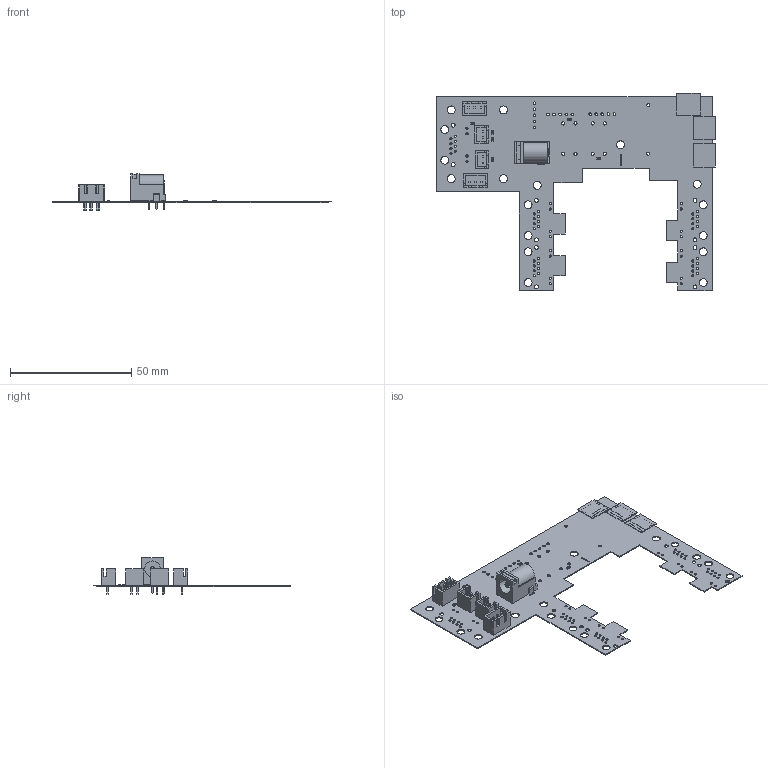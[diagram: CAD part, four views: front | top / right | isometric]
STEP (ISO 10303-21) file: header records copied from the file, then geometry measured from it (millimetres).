
FILE_DESCRIPTION(('Open CASCADE Model'),'2;1');
FILE_NAME('Open CASCADE Shape Model','2024-10-27T22:46:40',('Author'),( 'Open CASCADE'),'Open CASCADE STEP processor 7.5','Open CASCADE 7.5' ,'Unknown');
FILE_SCHEMA(('AUTOMOTIVE_DESIGN { 1 0 10303 214 1 1 1 1 }'));
Length unit declared in the file: millimetre
Products named in the file (15): Open CASCADE STEP translator 7.5 2; Open CASCADE STEP translator 7.5 3; Open CASCADE STEP translator 7.5 4; Open CASCADE STEP translator 7.5 5; Open CASCADE STEP translator 7.5 6; Open CASCADE STEP translator 7.5 7; Open CASCADE STEP translator 7.5 8; Open CASCADE STEP translator 7.5 9; Open CASCADE STEP translator 7.5 10; Open CASCADE STEP translator 7.5 11; Open CASCADE STEP translator 7.5 12; Open CASCADE STEP translator 7.5 13; Open CASCADE STEP translator 7.5 14; Open CASCADE STEP translator 7.5 15; Open CASCADE STEP translator 7.5 16
Bounding box: 114.98 x 81.35 x 14.88 mm (x, y, z)
Volume: 4016.2 mm3; surface area: 14110.7 mm2
Topology: 21 solids, 21 shells, 803 faces, 2464 edges, 1768 vertices
Faces by surface type: plane 587, cylinder 214, cone 2
Full cylindrical faces by diameter (mm): 0.35 x48, 0.7 x4, 0.9 x66, 1 x4, 1.1 x15, 1.3 x10, 1.6 x10, 3.2 x10, 3.3 x7
Entity records: 32833 total; most frequent: CARTESIAN_POINT 6152, ORIENTED_EDGE 4928, DIRECTION 4388, EDGE_CURVE 2464, LINE 1920, VECTOR 1920, VERTEX_POINT 1768, FACE_BOUND 1246
